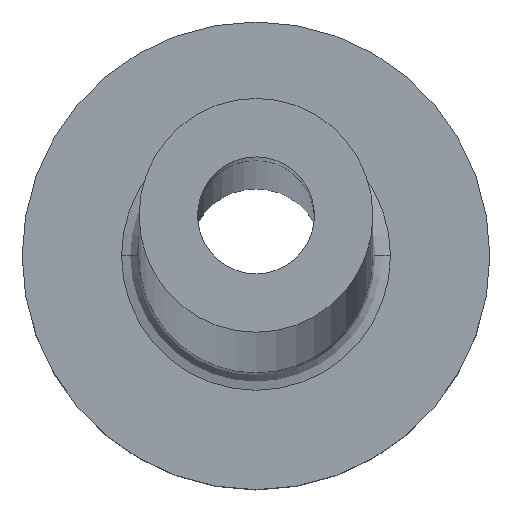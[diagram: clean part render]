
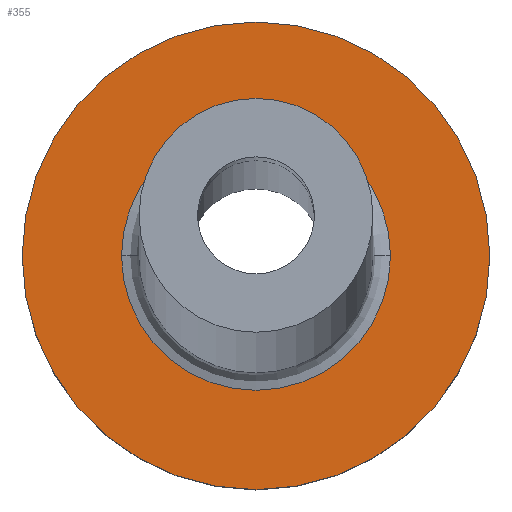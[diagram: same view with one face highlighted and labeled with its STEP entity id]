
A CAD part, top view. The second image highlights one B-rep face of the part: STEP entity #355.
In plain terms, the highlighted planar face has unit normal (0, 0, 1).
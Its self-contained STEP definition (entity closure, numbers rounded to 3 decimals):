
#3 = CIRCLE ( 'NONE', #304, 4. ) ;
#6 = EDGE_CURVE ( 'NONE', #174, #192, #225, .T. ) ;
#9 = AXIS2_PLACEMENT_3D ( 'NONE', #87, #239, #340 ) ;
#50 = VERTEX_POINT ( 'NONE', #108 ) ;
#52 = CIRCLE ( 'NONE', #364, 2.3 ) ;
#66 = ORIENTED_EDGE ( 'NONE', *, *, #370, .T. ) ;
#67 = CARTESIAN_POINT ( 'NONE',  ( 0., 0., 3. ) ) ;
#87 = CARTESIAN_POINT ( 'NONE',  ( 0., 0., 3. ) ) ;
#90 = DIRECTION ( 'NONE',  ( 0., 0., 1. ) ) ;
#107 = ORIENTED_EDGE ( 'NONE', *, *, #122, .T. ) ;
#108 = CARTESIAN_POINT ( 'NONE',  ( -2.3, 0., 3. ) ) ;
#112 = DIRECTION ( 'NONE',  ( 1., 0., 0. ) ) ;
#122 = EDGE_CURVE ( 'NONE', #380, #50, #52, .T. ) ;
#125 = CIRCLE ( 'NONE', #9, 2.3 ) ;
#151 = AXIS2_PLACEMENT_3D ( 'NONE', #67, #234, #310 ) ;
#174 = VERTEX_POINT ( 'NONE', #259 ) ;
#180 = FACE_BOUND ( 'NONE', #216, .T. ) ;
#190 = CARTESIAN_POINT ( 'NONE',  ( 0., 0., 3. ) ) ;
#192 = VERTEX_POINT ( 'NONE', #265 ) ;
#206 = EDGE_CURVE ( 'NONE', #50, #380, #125, .T. ) ;
#216 = EDGE_LOOP ( 'NONE', ( #107, #278 ) ) ;
#225 = CIRCLE ( 'NONE', #430, 4. ) ;
#233 = DIRECTION ( 'NONE',  ( 1., 0., 0. ) ) ;
#234 = DIRECTION ( 'NONE',  ( 0., 0., 1. ) ) ;
#239 = DIRECTION ( 'NONE',  ( 0., 0., -1. ) ) ;
#251 = CARTESIAN_POINT ( 'NONE',  ( 2.3, 0., 3. ) ) ;
#259 = CARTESIAN_POINT ( 'NONE',  ( 4., 0., 3. ) ) ;
#265 = CARTESIAN_POINT ( 'NONE',  ( -4., 0., 3. ) ) ;
#277 = ORIENTED_EDGE ( 'NONE', *, *, #6, .T. ) ;
#278 = ORIENTED_EDGE ( 'NONE', *, *, #206, .T. ) ;
#282 = PLANE ( 'NONE',  #151 ) ;
#304 = AXIS2_PLACEMENT_3D ( 'NONE', #319, #411, #112 ) ;
#309 = CARTESIAN_POINT ( 'NONE',  ( 0., 0., 3. ) ) ;
#310 = DIRECTION ( 'NONE',  ( 1., 0., 0. ) ) ;
#315 = FACE_OUTER_BOUND ( 'NONE', #374, .T. ) ;
#319 = CARTESIAN_POINT ( 'NONE',  ( 0., 0., 3. ) ) ;
#340 = DIRECTION ( 'NONE',  ( 1., 0., 0. ) ) ;
#355 = ADVANCED_FACE ( 'NONE', ( #180, #315 ), #282, .T. ) ;
#364 = AXIS2_PLACEMENT_3D ( 'NONE', #309, #446, #416 ) ;
#370 = EDGE_CURVE ( 'NONE', #192, #174, #3, .T. ) ;
#374 = EDGE_LOOP ( 'NONE', ( #66, #277 ) ) ;
#380 = VERTEX_POINT ( 'NONE', #251 ) ;
#411 = DIRECTION ( 'NONE',  ( 0., 0., 1. ) ) ;
#416 = DIRECTION ( 'NONE',  ( 1., 0., 0. ) ) ;
#430 = AXIS2_PLACEMENT_3D ( 'NONE', #190, #90, #233 ) ;
#446 = DIRECTION ( 'NONE',  ( 0., 0., -1. ) ) ;
